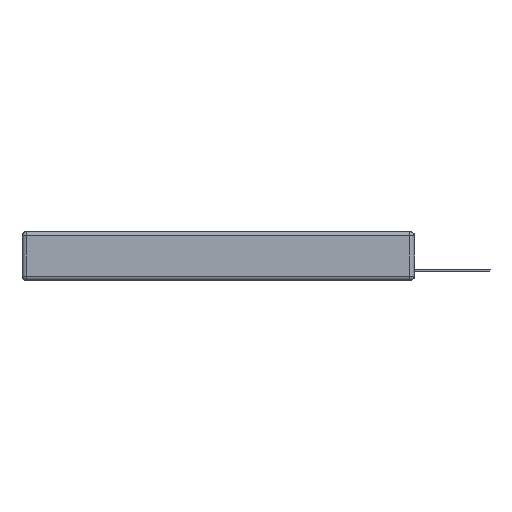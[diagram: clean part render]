
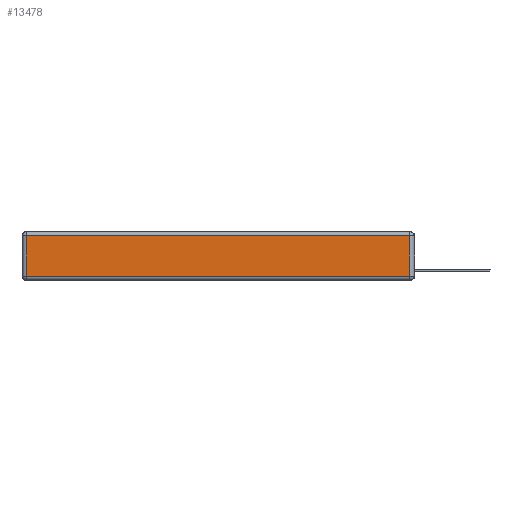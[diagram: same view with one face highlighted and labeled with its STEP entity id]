
A CAD part, left-side view. The second image highlights one B-rep face of the part: STEP entity #13478.
In plain terms, the highlighted planar face has unit normal (-1, 0, 0).
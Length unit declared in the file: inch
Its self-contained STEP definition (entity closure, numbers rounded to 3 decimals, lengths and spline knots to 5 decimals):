
#146 = PLANE ( 'NONE',  #19937 ) ;
#758 = VECTOR ( 'NONE', #3344, 39.37008 ) ;
#896 = DIRECTION ( 'NONE',  ( 0., -1., 0. ) ) ;
#3344 = DIRECTION ( 'NONE',  ( 0., 0., -1. ) ) ;
#3390 = CARTESIAN_POINT ( 'NONE',  ( 0., 2.72, -0.03 ) ) ;
#3454 = LINE ( 'NONE', #9697, #7877 ) ;
#3887 = ORIENTED_EDGE ( 'NONE', *, *, #5654, .T. ) ;
#5279 = EDGE_CURVE ( 'NONE', #19400, #11325, #22565, .T. ) ;
#5654 = EDGE_CURVE ( 'NONE', #6926, #19400, #8406, .T. ) ;
#5714 = DIRECTION ( 'NONE',  ( 0., 0., 1. ) ) ;
#6491 = EDGE_LOOP ( 'NONE', ( #16514, #8871, #3887, #8900 ) ) ;
#6926 = VERTEX_POINT ( 'NONE', #11715 ) ;
#7306 = CARTESIAN_POINT ( 'NONE',  ( 0., 0., -0.343 ) ) ;
#7877 = VECTOR ( 'NONE', #22163, 39.37008 ) ;
#8406 = LINE ( 'NONE', #16872, #17070 ) ;
#8871 = ORIENTED_EDGE ( 'NONE', *, *, #17798, .T. ) ;
#8898 = EDGE_CURVE ( 'NONE', #11325, #9282, #20516, .T. ) ;
#8900 = ORIENTED_EDGE ( 'NONE', *, *, #5279, .T. ) ;
#9282 = VERTEX_POINT ( 'NONE', #15703 ) ;
#9456 = CARTESIAN_POINT ( 'NONE',  ( 0., 0., -0.313 ) ) ;
#9644 = VECTOR ( 'NONE', #896, 39.37008 ) ;
#9697 = CARTESIAN_POINT ( 'NONE',  ( 0., 0.03, -0.343 ) ) ;
#9854 = DIRECTION ( 'NONE',  ( 0., 1., 0. ) ) ;
#11325 = VERTEX_POINT ( 'NONE', #17457 ) ;
#11715 = CARTESIAN_POINT ( 'NONE',  ( 0., 0.03, -0.03 ) ) ;
#13478 = ADVANCED_FACE ( 'NONE', ( #16636 ), #146, .T. ) ;
#15039 = CARTESIAN_POINT ( 'NONE',  ( 0., 2.72, -0.343 ) ) ;
#15703 = CARTESIAN_POINT ( 'NONE',  ( 0., 0.03, -0.313 ) ) ;
#16514 = ORIENTED_EDGE ( 'NONE', *, *, #8898, .T. ) ;
#16636 = FACE_OUTER_BOUND ( 'NONE', #6491, .T. ) ;
#16872 = CARTESIAN_POINT ( 'NONE',  ( 0., 2.75, -0.03 ) ) ;
#17070 = VECTOR ( 'NONE', #9854, 39.37008 ) ;
#17457 = CARTESIAN_POINT ( 'NONE',  ( 0., 2.72, -0.313 ) ) ;
#17798 = EDGE_CURVE ( 'NONE', #9282, #6926, #3454, .T. ) ;
#19400 = VERTEX_POINT ( 'NONE', #3390 ) ;
#19504 = DIRECTION ( 'NONE',  ( -1., 0., 0. ) ) ;
#19937 = AXIS2_PLACEMENT_3D ( 'NONE', #7306, #19504, #5714 ) ;
#20516 = LINE ( 'NONE', #9456, #9644 ) ;
#22163 = DIRECTION ( 'NONE',  ( 0., 0., 1. ) ) ;
#22565 = LINE ( 'NONE', #15039, #758 ) ;
